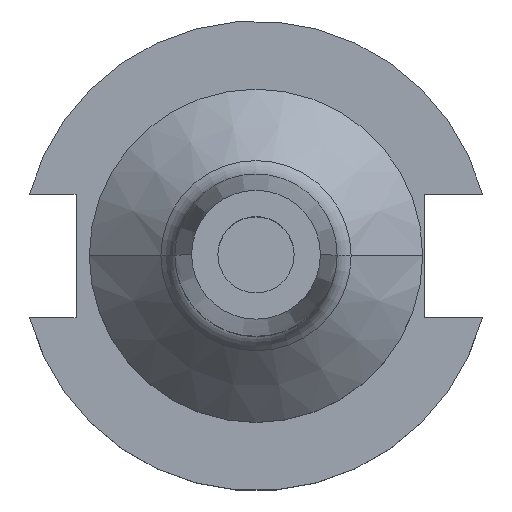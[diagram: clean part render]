
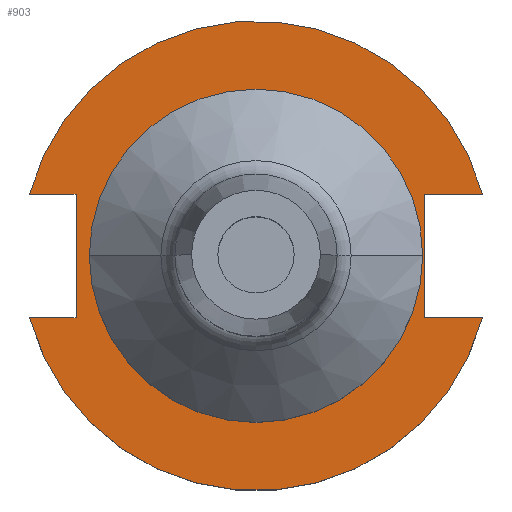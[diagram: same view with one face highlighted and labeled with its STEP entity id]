
A CAD part, top view. The second image highlights one B-rep face of the part: STEP entity #903.
In plain terms, the highlighted planar face has unit normal (0, 0, 1).
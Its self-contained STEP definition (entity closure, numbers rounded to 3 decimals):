
#20 = ORIENTED_EDGE ( 'NONE', *, *, #1085, .F. ) ;
#21 = PLANE ( 'NONE',  #1108 ) ;
#26 = EDGE_CURVE ( 'NONE', #1724, #446, #1034, .T. ) ;
#27 = EDGE_CURVE ( 'NONE', #1724, #1496, #1371, .T. ) ;
#35 = CARTESIAN_POINT ( 'NONE',  ( 0., 0., 19.05 ) ) ;
#54 = AXIS2_PLACEMENT_3D ( 'NONE', #35, #1736, #1697 ) ;
#72 = DIRECTION ( 'NONE',  ( -1., 0., 0. ) ) ;
#91 = DIRECTION ( 'NONE',  ( -1., 0., 0. ) ) ;
#102 = EDGE_CURVE ( 'NONE', #1221, #1652, #1624, .T. ) ;
#128 = VECTOR ( 'NONE', #91, 1000. ) ;
#133 = EDGE_LOOP ( 'NONE', ( #1099, #937 ) ) ;
#149 = VECTOR ( 'NONE', #1030, 1000. ) ;
#158 = ORIENTED_EDGE ( 'NONE', *, *, #27, .T. ) ;
#199 = LINE ( 'NONE', #741, #149 ) ;
#206 = DIRECTION ( 'NONE',  ( 0., 0., 1. ) ) ;
#210 = EDGE_CURVE ( 'NONE', #300, #749, #914, .T. ) ;
#254 = EDGE_LOOP ( 'NONE', ( #158, #457, #1165, #20, #1460, #1125, #763, #1748 ) ) ;
#291 = FACE_OUTER_BOUND ( 'NONE', #254, .T. ) ;
#300 = VERTEX_POINT ( 'NONE', #466 ) ;
#308 = DIRECTION ( 'NONE',  ( 1., 0., 0. ) ) ;
#318 = CARTESIAN_POINT ( 'NONE',  ( -37.719, -12.954, 19.05 ) ) ;
#321 = VECTOR ( 'NONE', #1403, 1000. ) ;
#324 = DIRECTION ( 'NONE',  ( 1., 0., 0. ) ) ;
#329 = DIRECTION ( 'NONE',  ( 0., 0., 1. ) ) ;
#367 = LINE ( 'NONE', #383, #1412 ) ;
#383 = CARTESIAN_POINT ( 'NONE',  ( 35.306, 12.954, 19.05 ) ) ;
#408 = CIRCLE ( 'NONE', #1589, 49.212 ) ;
#435 = EDGE_CURVE ( 'NONE', #1652, #1221, #1318, .T. ) ;
#446 = VERTEX_POINT ( 'NONE', #318 ) ;
#447 = AXIS2_PLACEMENT_3D ( 'NONE', #1408, #1383, #1338 ) ;
#457 = ORIENTED_EDGE ( 'NONE', *, *, #901, .F. ) ;
#466 = CARTESIAN_POINT ( 'NONE',  ( -37.719, 12.954, 19.05 ) ) ;
#482 = CARTESIAN_POINT ( 'NONE',  ( 0., 0., 19.05 ) ) ;
#524 = AXIS2_PLACEMENT_3D ( 'NONE', #482, #329, #324 ) ;
#544 = CARTESIAN_POINT ( 'NONE',  ( 35.306, -12.954, 19.05 ) ) ;
#574 = CARTESIAN_POINT ( 'NONE',  ( 47.477, -12.954, 19.05 ) ) ;
#589 = EDGE_CURVE ( 'NONE', #1098, #749, #408, .T. ) ;
#628 = DIRECTION ( 'NONE',  ( 0., 0., 1. ) ) ;
#692 = VECTOR ( 'NONE', #1129, 1000. ) ;
#695 = VECTOR ( 'NONE', #308, 1000. ) ;
#741 = CARTESIAN_POINT ( 'NONE',  ( -37.719, 12.954, 19.05 ) ) ;
#743 = CARTESIAN_POINT ( 'NONE',  ( -47.477, -12.954, 19.05 ) ) ;
#749 = VERTEX_POINT ( 'NONE', #1131 ) ;
#763 = ORIENTED_EDGE ( 'NONE', *, *, #999, .F. ) ;
#901 = EDGE_CURVE ( 'NONE', #1488, #1496, #1683, .T. ) ;
#903 = ADVANCED_FACE ( 'NONE', ( #1393, #291 ), #21, .T. ) ;
#914 = LINE ( 'NONE', #971, #128 ) ;
#937 = ORIENTED_EDGE ( 'NONE', *, *, #435, .F. ) ;
#971 = CARTESIAN_POINT ( 'NONE',  ( -63.719, 12.954, 19.05 ) ) ;
#999 = EDGE_CURVE ( 'NONE', #446, #300, #199, .T. ) ;
#1019 = CARTESIAN_POINT ( 'NONE',  ( -34.925, 0., 19.05 ) ) ;
#1030 = DIRECTION ( 'NONE',  ( 0., 1., 0. ) ) ;
#1034 = LINE ( 'NONE', #1303, #321 ) ;
#1085 = EDGE_CURVE ( 'NONE', #1098, #1150, #367, .T. ) ;
#1090 = CARTESIAN_POINT ( 'NONE',  ( 35.306, 12.954, 19.05 ) ) ;
#1098 = VERTEX_POINT ( 'NONE', #1615 ) ;
#1099 = ORIENTED_EDGE ( 'NONE', *, *, #102, .F. ) ;
#1108 = AXIS2_PLACEMENT_3D ( 'NONE', #1447, #206, #1573 ) ;
#1125 = ORIENTED_EDGE ( 'NONE', *, *, #210, .F. ) ;
#1129 = DIRECTION ( 'NONE',  ( 0., -1., 0. ) ) ;
#1131 = CARTESIAN_POINT ( 'NONE',  ( -47.477, 12.954, 19.05 ) ) ;
#1150 = VERTEX_POINT ( 'NONE', #1348 ) ;
#1156 = CARTESIAN_POINT ( 'NONE',  ( 35.306, -12.954, 19.05 ) ) ;
#1165 = ORIENTED_EDGE ( 'NONE', *, *, #1370, .F. ) ;
#1221 = VERTEX_POINT ( 'NONE', #1700 ) ;
#1228 = DIRECTION ( 'NONE',  ( 1., 0., 0. ) ) ;
#1303 = CARTESIAN_POINT ( 'NONE',  ( -63.719, -12.954, 19.05 ) ) ;
#1313 = LINE ( 'NONE', #1090, #692 ) ;
#1318 = CIRCLE ( 'NONE', #524, 34.925 ) ;
#1338 = DIRECTION ( 'NONE',  ( 1., 0., 0. ) ) ;
#1348 = CARTESIAN_POINT ( 'NONE',  ( 35.306, 12.954, 19.05 ) ) ;
#1370 = EDGE_CURVE ( 'NONE', #1150, #1488, #1313, .T. ) ;
#1371 = CIRCLE ( 'NONE', #54, 49.212 ) ;
#1383 = DIRECTION ( 'NONE',  ( 0., 0., 1. ) ) ;
#1393 = FACE_BOUND ( 'NONE', #133, .T. ) ;
#1403 = DIRECTION ( 'NONE',  ( 1., 0., 0. ) ) ;
#1408 = CARTESIAN_POINT ( 'NONE',  ( 0., 0., 19.05 ) ) ;
#1412 = VECTOR ( 'NONE', #72, 1000. ) ;
#1418 = CARTESIAN_POINT ( 'NONE',  ( 0., 0., 19.05 ) ) ;
#1447 = CARTESIAN_POINT ( 'NONE',  ( 0., 49.212, 19.05 ) ) ;
#1460 = ORIENTED_EDGE ( 'NONE', *, *, #589, .T. ) ;
#1488 = VERTEX_POINT ( 'NONE', #544 ) ;
#1496 = VERTEX_POINT ( 'NONE', #574 ) ;
#1573 = DIRECTION ( 'NONE',  ( 1., 0., 0. ) ) ;
#1589 = AXIS2_PLACEMENT_3D ( 'NONE', #1418, #628, #1228 ) ;
#1615 = CARTESIAN_POINT ( 'NONE',  ( 47.477, 12.954, 19.05 ) ) ;
#1624 = CIRCLE ( 'NONE', #447, 34.925 ) ;
#1652 = VERTEX_POINT ( 'NONE', #1019 ) ;
#1683 = LINE ( 'NONE', #1156, #695 ) ;
#1697 = DIRECTION ( 'NONE',  ( 1., 0., 0. ) ) ;
#1700 = CARTESIAN_POINT ( 'NONE',  ( 34.925, 0., 19.05 ) ) ;
#1724 = VERTEX_POINT ( 'NONE', #743 ) ;
#1736 = DIRECTION ( 'NONE',  ( 0., 0., 1. ) ) ;
#1748 = ORIENTED_EDGE ( 'NONE', *, *, #26, .F. ) ;
